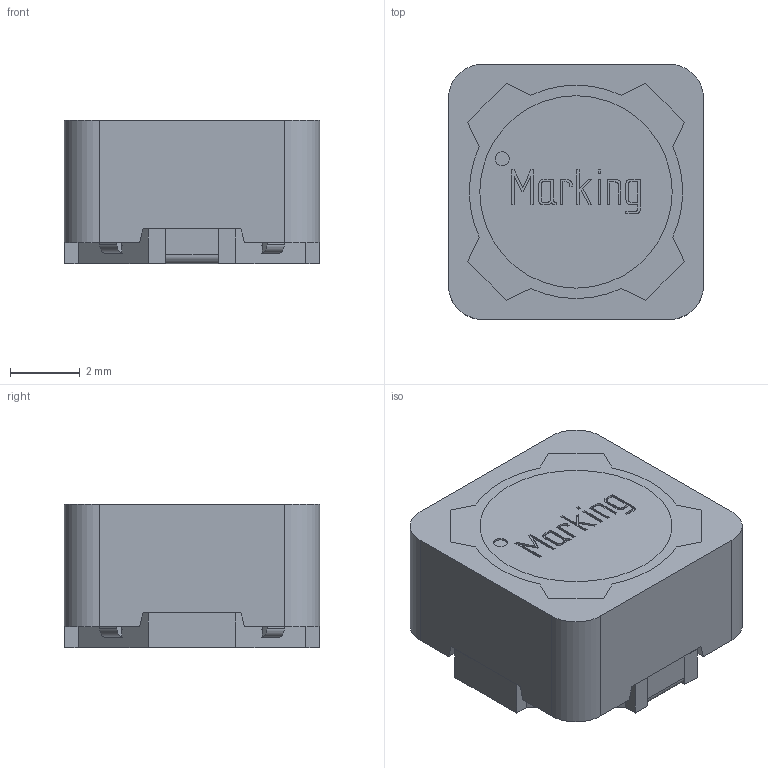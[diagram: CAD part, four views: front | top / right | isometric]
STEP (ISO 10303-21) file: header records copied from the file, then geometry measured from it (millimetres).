
FILE_DESCRIPTION(/* description */ ('Unknown'),/* implementation_level */ '2;1');
FILE_NAME(/* name */ 'IndPD_7345_p-base_7447779xx',/* time_stamp */ '2019-07-08T11:33:44+02:00',/* author */ ('Unknown'),/* organization */ ('Unknown'),/* preprocessor_version */ 'ST-DEVELOPER v16.7',/* originating_system */ 'DEX',/* authorisation */ $);
FILE_SCHEMA (('AUTOMOTIVE_DESIGN {1 0 10303 214 3 1 1}'));
Length unit declared in the file: millimetre
Products named in the file (6): IndPD_7345_p-base_7447779xx; Boden; Pins; Kern; Schirmring; Kleber
Assembly tree (5 placements, depth 2):
  IndPD_7345_p-base_7447779xx
    Boden
    Pins
    Kern
    Schirmring
    Kleber
Bounding box: 7.3 x 7.3 x 4.1 mm (x, y, z)
Volume: 145.9 mm3; surface area: 716.7 mm2
Topology: 8 solids, 8 shells, 321 faces, 862 edges, 565 vertices
Faces by surface type: plane 237, cylinder 48, bspline 28, cone 8
Full cylindrical faces by diameter (mm): 0.4 x1, 2.75 x1, 5.5 x3, 5.75 x1
Entity records: 13141 total; most frequent: CARTESIAN_POINT 4739, ORIENTED_EDGE 1672, DIRECTION 1401, EDGE_CURVE 836, LINE 561, VECTOR 561, VERTEX_POINT 559, AXIS2_PLACEMENT_3D 420
